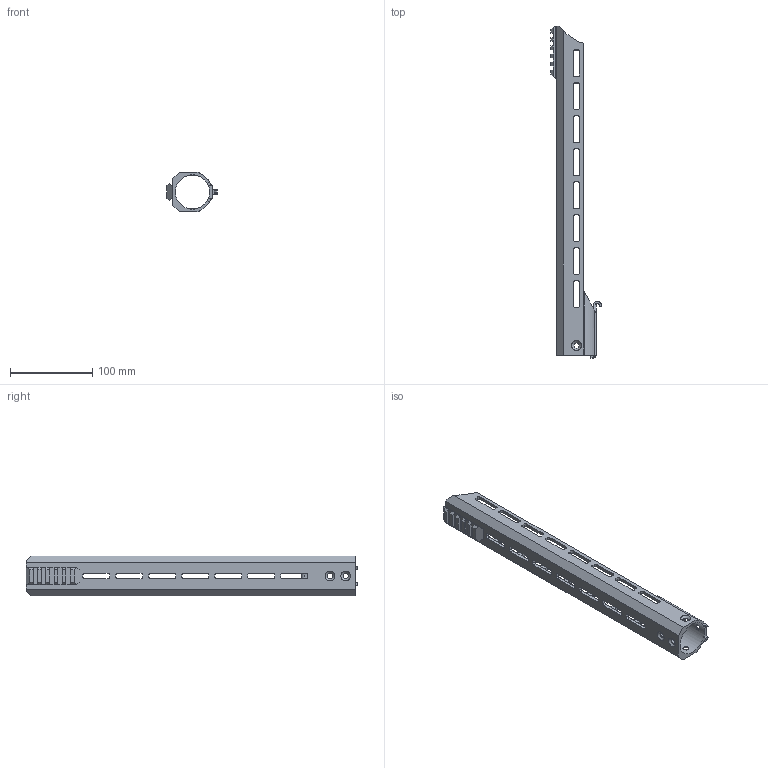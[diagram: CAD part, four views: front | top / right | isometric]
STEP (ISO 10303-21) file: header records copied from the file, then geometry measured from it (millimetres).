
FILE_DESCRIPTION(/* description */ (''),/* implementation_level */ '2;1');
FILE_NAME(/* name */ 'GARDE MAIN RUGER RPR AVEC CROCHET v2.step',/* time_stamp */ '2022-04-10T13:52:43+02:00',/* author */ (''),/* organization */ (''),/* preprocessor_version */ 'ST-DEVELOPER v18.1',/* originating_system */ 'Autodesk Translation Framework v10.14.0.1471',/* authorisation */ '');
FILE_SCHEMA (('AUTOMOTIVE_DESIGN { 1 0 10303 214 3 1 1 }'));
Length unit declared in the file: millimetre
Products named in the file (1): GARDE MAIN RUGER RPR
Bounding box: 61.2 x 404.07 x 48 mm (x, y, z)
Volume: 179060.3 mm3; surface area: 81503.5 mm2
Topology: 1 solids, 1 shells, 292 faces, 888 edges, 592 vertices
Faces by surface type: plane 173, cylinder 112, cone 6, torus 1
Full cylindrical faces by diameter (mm): 6.9 x6, 42 x1
Entity records: 10396 total; most frequent: CARTESIAN_POINT 2081, ORIENTED_EDGE 1776, DIRECTION 1699, EDGE_CURVE 888, LINE 619, VECTOR 619, VERTEX_POINT 592, AXIS2_PLACEMENT_3D 540
